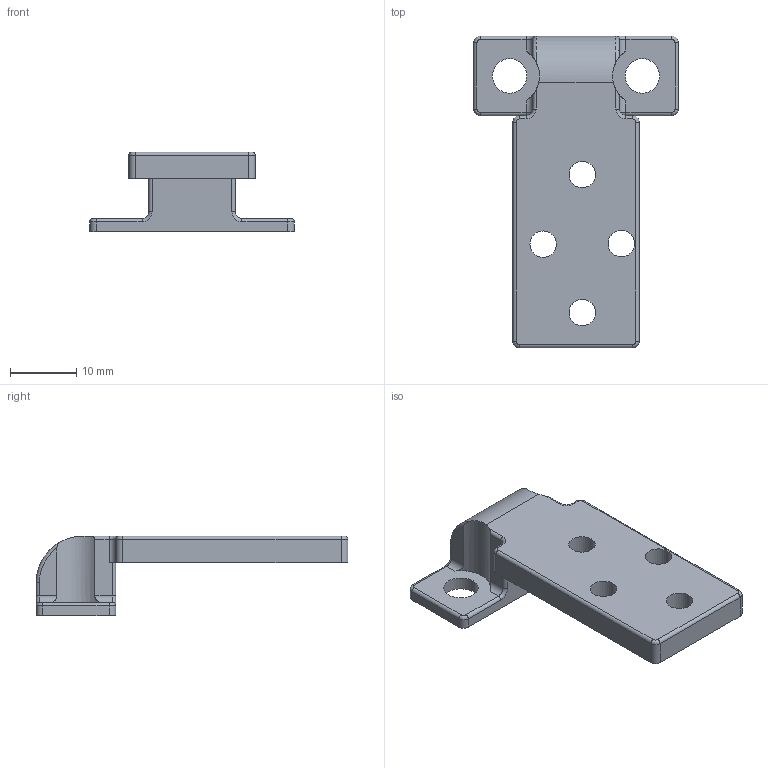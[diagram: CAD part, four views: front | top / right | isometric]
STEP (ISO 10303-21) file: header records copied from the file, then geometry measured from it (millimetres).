
FILE_DESCRIPTION(/* description */ ('','CAx-IF Rec.Pracs.---Representation and Presentation of Product Manufacturing Information (PMI)---4.0---2014-10-13'),/* implementation_level */ '2;1');
FILE_NAME(/* name */ 'XAxisDragChainConnector.step',/* time_stamp */ '2025-05-05T16:31:37-06:00',/* author */ (''),/* organization */ (''),/* preprocessor_version */ 'ST-DEVELOPER v20',/* originating_system */ 'Autodesk Translation Framework v13.20.0.188',/* authorisation */ '');
FILE_SCHEMA (('AP242_MANAGED_MODEL_BASED_3D_ENGINEERING_MIM_LF { 1 0 10303 442 1 1 4 }'));
Length unit declared in the file: millimetre
Products named in the file (2): CableTrack; YAxisHolder
Assembly tree (1 placements, depth 2):
  CableTrack
    YAxisHolder
Bounding box: 30.85 x 47 x 12 mm (x, y, z)
Volume: 4460.6 mm3; surface area: 3043.6 mm2
Topology: 1 solids, 1 shells, 74 faces, 186 edges, 114 vertices
Faces by surface type: cylinder 40, plane 18, torus 8, bspline 8
Full cylindrical faces by diameter (mm): 4 x4, 5.2 x2
Entity records: 2398 total; most frequent: CARTESIAN_POINT 541, DIRECTION 404, ORIENTED_EDGE 372, EDGE_CURVE 186, AXIS2_PLACEMENT_3D 159, VERTEX_POINT 114, CIRCLE 90, LINE 86
